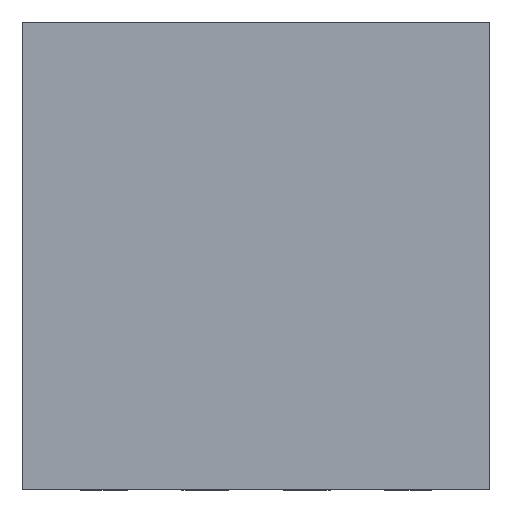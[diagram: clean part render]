
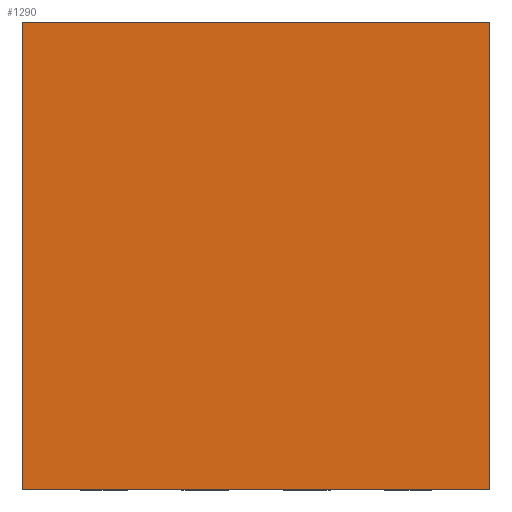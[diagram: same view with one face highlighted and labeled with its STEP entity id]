
A CAD part, top view. The second image highlights one B-rep face of the part: STEP entity #1290.
In plain terms, the highlighted planar face has unit normal (0, 0, 1).
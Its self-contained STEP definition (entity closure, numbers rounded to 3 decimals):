
#84=FACE_OUTER_BOUND('',#146,.T.);
#146=EDGE_LOOP('',(#1163,#1164,#1165,#1166));
#174=LINE('',#1731,#354);
#238=LINE('',#1860,#418);
#325=LINE('',#2032,#505);
#326=LINE('',#2034,#506);
#354=VECTOR('',#1410,10.);
#418=VECTOR('',#1508,10.);
#505=VECTOR('',#1667,10.);
#506=VECTOR('',#1670,10.);
#528=VERTEX_POINT('',#1728);
#529=VERTEX_POINT('',#1730);
#576=VERTEX_POINT('',#1857);
#577=VERTEX_POINT('',#1859);
#654=EDGE_CURVE('',#529,#528,#174,.T.);
#718=EDGE_CURVE('',#577,#576,#238,.T.);
#805=EDGE_CURVE('',#576,#529,#325,.T.);
#806=EDGE_CURVE('',#528,#577,#326,.T.);
#1163=ORIENTED_EDGE('',*,*,#806,.T.);
#1164=ORIENTED_EDGE('',*,*,#718,.T.);
#1165=ORIENTED_EDGE('',*,*,#805,.T.);
#1166=ORIENTED_EDGE('',*,*,#654,.T.);
#1228=PLANE('',#1366);
#1290=ADVANCED_FACE('',(#84),#1228,.T.);
#1366=AXIS2_PLACEMENT_3D('',#2035,#1671,#1672);
#1410=DIRECTION('',(-1.,0.,0.));
#1508=DIRECTION('',(1.,0.,0.));
#1667=DIRECTION('',(0.,1.,0.));
#1670=DIRECTION('',(0.,-1.,0.));
#1671=DIRECTION('center_axis',(0.,0.,1.));
#1672=DIRECTION('ref_axis',(1.,0.,0.));
#1728=CARTESIAN_POINT('',(0.,3.,0.75));
#1730=CARTESIAN_POINT('',(3.,3.,0.75));
#1731=CARTESIAN_POINT('',(3.,3.,0.75));
#1857=CARTESIAN_POINT('',(3.,0.,0.75));
#1859=CARTESIAN_POINT('',(0.,0.,0.75));
#1860=CARTESIAN_POINT('',(0.,0.,0.75));
#2032=CARTESIAN_POINT('',(3.,0.,0.75));
#2034=CARTESIAN_POINT('',(0.,3.,0.75));
#2035=CARTESIAN_POINT('Origin',(1.5,1.5,0.75));
